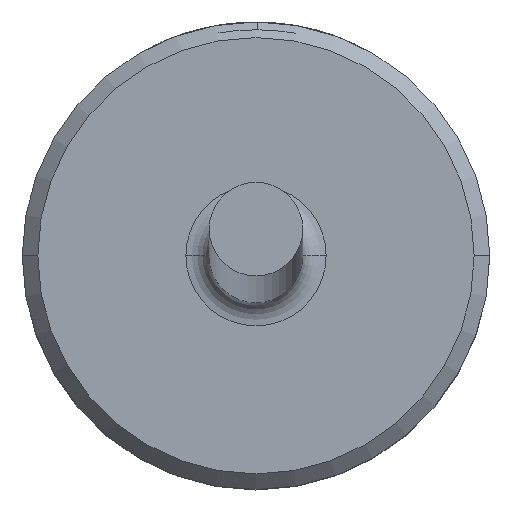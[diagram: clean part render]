
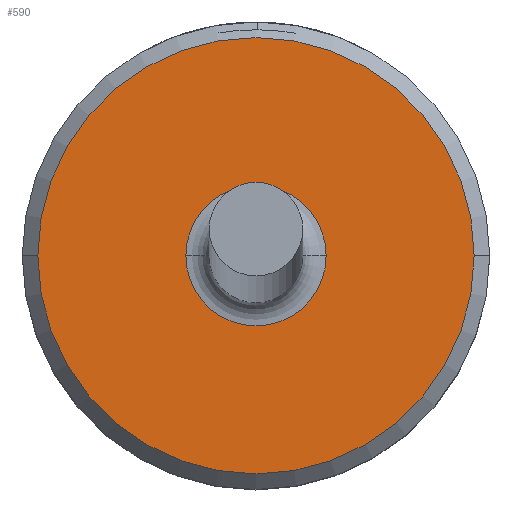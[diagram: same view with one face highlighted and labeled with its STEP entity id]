
A CAD part, top view. The second image highlights one B-rep face of the part: STEP entity #590.
In plain terms, the highlighted planar face has unit normal (0, 0, 1).
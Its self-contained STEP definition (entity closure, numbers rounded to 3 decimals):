
#21 = CARTESIAN_POINT ( 'NONE',  ( 2.8, 0., 4. ) ) ;
#47 = VERTEX_POINT ( 'NONE', #456 ) ;
#56 = AXIS2_PLACEMENT_3D ( 'NONE', #1013, #937, #934 ) ;
#72 = AXIS2_PLACEMENT_3D ( 'NONE', #334, #964, #421 ) ;
#109 = AXIS2_PLACEMENT_3D ( 'NONE', #479, #388, #306 ) ;
#160 = ORIENTED_EDGE ( 'NONE', *, *, #491, .T. ) ;
#168 = CARTESIAN_POINT ( 'NONE',  ( 0., 0., 4. ) ) ;
#178 = EDGE_CURVE ( 'NONE', #357, #1133, #681, .T. ) ;
#193 = EDGE_CURVE ( 'NONE', #47, #401, #407, .T. ) ;
#201 = DIRECTION ( 'NONE',  ( 0., 0., 1. ) ) ;
#274 = DIRECTION ( 'NONE',  ( 1., 0., 0. ) ) ;
#306 = DIRECTION ( 'NONE',  ( -1., 0., 0. ) ) ;
#334 = CARTESIAN_POINT ( 'NONE',  ( 0., 0., 4. ) ) ;
#357 = VERTEX_POINT ( 'NONE', #549 ) ;
#361 = FACE_OUTER_BOUND ( 'NONE', #581, .T. ) ;
#388 = DIRECTION ( 'NONE',  ( 0., 0., -1. ) ) ;
#401 = VERTEX_POINT ( 'NONE', #1109 ) ;
#407 = CIRCLE ( 'NONE', #109, 0.9 ) ;
#421 = DIRECTION ( 'NONE',  ( -1., 0., 0. ) ) ;
#447 = ORIENTED_EDGE ( 'NONE', *, *, #193, .T. ) ;
#451 = CIRCLE ( 'NONE', #72, 0.9 ) ;
#456 = CARTESIAN_POINT ( 'NONE',  ( 0.9, 0., 4. ) ) ;
#479 = CARTESIAN_POINT ( 'NONE',  ( 0., 0., 4. ) ) ;
#491 = EDGE_CURVE ( 'NONE', #401, #47, #451, .T. ) ;
#549 = CARTESIAN_POINT ( 'NONE',  ( -2.8, 0., 4. ) ) ;
#568 = CARTESIAN_POINT ( 'NONE',  ( 0., 0., 4. ) ) ;
#581 = EDGE_LOOP ( 'NONE', ( #1149, #1076 ) ) ;
#590 = ADVANCED_FACE ( 'NONE', ( #361, #842 ), #834, .T. ) ;
#681 = CIRCLE ( 'NONE', #56, 2.8 ) ;
#800 = AXIS2_PLACEMENT_3D ( 'NONE', #568, #201, #839 ) ;
#809 = DIRECTION ( 'NONE',  ( 0., 0., 1. ) ) ;
#834 = PLANE ( 'NONE',  #800 ) ;
#839 = DIRECTION ( 'NONE',  ( 1., 0., 0. ) ) ;
#842 = FACE_BOUND ( 'NONE', #987, .T. ) ;
#898 = EDGE_CURVE ( 'NONE', #1133, #357, #1038, .T. ) ;
#934 = DIRECTION ( 'NONE',  ( 1., 0., 0. ) ) ;
#937 = DIRECTION ( 'NONE',  ( 0., 0., 1. ) ) ;
#964 = DIRECTION ( 'NONE',  ( 0., 0., -1. ) ) ;
#987 = EDGE_LOOP ( 'NONE', ( #160, #447 ) ) ;
#1013 = CARTESIAN_POINT ( 'NONE',  ( 0., 0., 4. ) ) ;
#1038 = CIRCLE ( 'NONE', #1062, 2.8 ) ;
#1062 = AXIS2_PLACEMENT_3D ( 'NONE', #168, #809, #274 ) ;
#1076 = ORIENTED_EDGE ( 'NONE', *, *, #898, .T. ) ;
#1109 = CARTESIAN_POINT ( 'NONE',  ( -0.9, 0., 4. ) ) ;
#1133 = VERTEX_POINT ( 'NONE', #21 ) ;
#1149 = ORIENTED_EDGE ( 'NONE', *, *, #178, .T. ) ;
